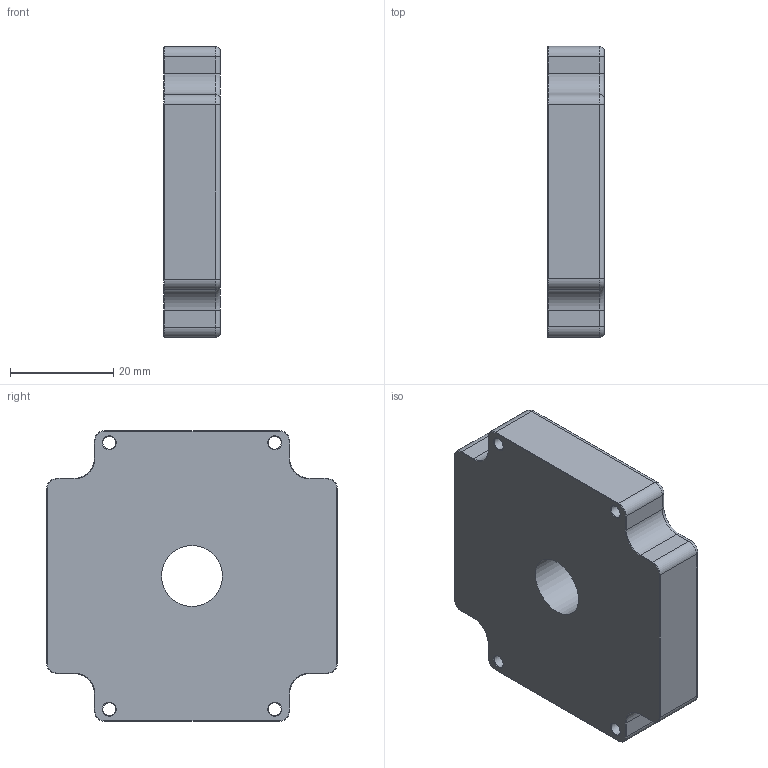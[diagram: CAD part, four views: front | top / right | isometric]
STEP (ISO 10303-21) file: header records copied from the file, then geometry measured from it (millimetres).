
FILE_DESCRIPTION(/* description */ ('STEP AP242 Edition 2','CAx-IF Rec.Pracs.---Representation and Presentation of Product Manufacturing Information (PMI)---4.0---2014-10-13','CAx-IF Rec.Pracs.---3D Tessellated Geometry---0.4---2014-09-14','2;1','CAx-IF Rec.Pracs.---User Defined Attributes---1.5---2016-08-15'),/* implementation_level */ '2;1');
FILE_NAME(/* name */ 'Machine Assembly W- Nema 23 driver - Nema2356_bottom',/* time_stamp */ '2025-12-11T22:22:33Z',/* author */ (''),/* organization */ (''),/* preprocessor_version */ 'ST-DEVELOPER v20',/* originating_system */ 'ONSHAPE BY PTC INC, 1.207',/* authorisation */ ' ');
FILE_SCHEMA (('AP242_MANAGED_MODEL_BASED_3D_ENGINEERING_MIM_LF { 1 0 10303 442 3 1 4 }'));
Length unit declared in the file: metre
Products named in the file (1): Nema2356_bottom
Bounding box: 11 x 56.4 x 56.4 mm (x, y, z)
Volume: 29801.4 mm3; surface area: 8397.7 mm2
Topology: 1 solids, 1 shells, 84 faces, 193 edges, 111 vertices
Faces by surface type: cylinder 29, plane 26, cone 16, torus 13
Full cylindrical faces by diameter (mm): 2.5 x4, 11.8 x1
Entity records: 2332 total; most frequent: DIRECTION 440, CARTESIAN_POINT 379, ORIENTED_EDGE 366, EDGE_CURVE 183, AXIS2_PLACEMENT_3D 172, VERTEX_POINT 111, EDGE_LOOP 104, FACE_BOUND 104
